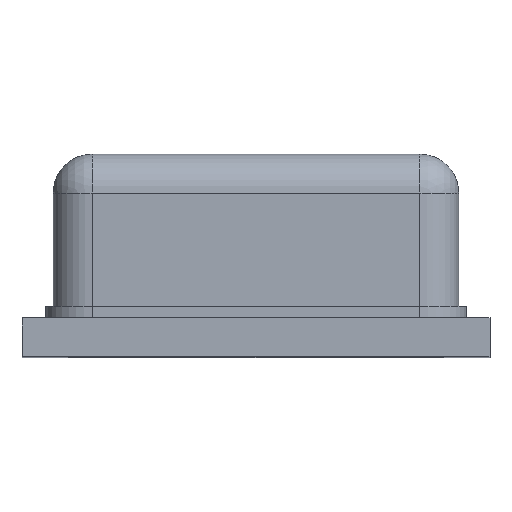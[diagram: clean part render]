
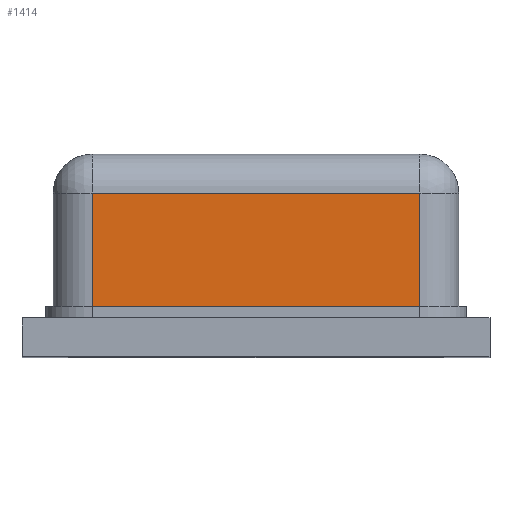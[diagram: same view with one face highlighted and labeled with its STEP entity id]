
A CAD part, top view. The second image highlights one B-rep face of the part: STEP entity #1414.
In plain terms, the highlighted planar face has unit normal (0, 0, 1).
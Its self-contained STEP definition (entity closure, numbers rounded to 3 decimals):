
#97 = LINE ( 'NONE', #199, #3046 ) ;
#188 = LINE ( 'NONE', #1036, #909 ) ;
#199 = CARTESIAN_POINT ( 'NONE',  ( 1.05, 1.3, 1.8 ) ) ;
#340 = VERTEX_POINT ( 'NONE', #1911 ) ;
#418 = AXIS2_PLACEMENT_3D ( 'NONE', #2693, #1566, #1308 ) ;
#548 = LINE ( 'NONE', #1251, #2587 ) ;
#762 = CARTESIAN_POINT ( 'NONE',  ( -1.05, 0.325, 1.8 ) ) ;
#790 = LINE ( 'NONE', #762, #2600 ) ;
#792 = DIRECTION ( 'NONE',  ( 1., 0., 0. ) ) ;
#909 = VECTOR ( 'NONE', #3315, 1000. ) ;
#1036 = CARTESIAN_POINT ( 'NONE',  ( -1.05, 1.3, 1.8 ) ) ;
#1064 = VERTEX_POINT ( 'NONE', #1891 ) ;
#1251 = CARTESIAN_POINT ( 'NONE',  ( -1.05, 1.05, 1.8 ) ) ;
#1308 = DIRECTION ( 'NONE',  ( -1., 0., 0. ) ) ;
#1316 = DIRECTION ( 'NONE',  ( 0., -1., 0. ) ) ;
#1414 = ADVANCED_FACE ( 'NONE', ( #1914 ), #2732, .F. ) ;
#1455 = ORIENTED_EDGE ( 'NONE', *, *, #2187, .T. ) ;
#1504 = EDGE_LOOP ( 'NONE', ( #2250, #2927, #1455, #2967 ) ) ;
#1520 = DIRECTION ( 'NONE',  ( -1., 0., 0. ) ) ;
#1566 = DIRECTION ( 'NONE',  ( 0., 0., -1. ) ) ;
#1722 = EDGE_CURVE ( 'NONE', #1774, #1064, #97, .T. ) ;
#1774 = VERTEX_POINT ( 'NONE', #1873 ) ;
#1789 = EDGE_CURVE ( 'NONE', #2894, #1064, #790, .T. ) ;
#1873 = CARTESIAN_POINT ( 'NONE',  ( 1.05, 1.05, 1.8 ) ) ;
#1891 = CARTESIAN_POINT ( 'NONE',  ( 1.05, 0.325, 1.8 ) ) ;
#1911 = CARTESIAN_POINT ( 'NONE',  ( -1.05, 1.05, 1.8 ) ) ;
#1914 = FACE_OUTER_BOUND ( 'NONE', #1504, .T. ) ;
#2187 = EDGE_CURVE ( 'NONE', #340, #2894, #188, .T. ) ;
#2250 = ORIENTED_EDGE ( 'NONE', *, *, #1722, .F. ) ;
#2587 = VECTOR ( 'NONE', #1520, 1000. ) ;
#2600 = VECTOR ( 'NONE', #792, 1000. ) ;
#2693 = CARTESIAN_POINT ( 'NONE',  ( -1.05, 1.3, 1.8 ) ) ;
#2732 = PLANE ( 'NONE',  #418 ) ;
#2894 = VERTEX_POINT ( 'NONE', #2920 ) ;
#2920 = CARTESIAN_POINT ( 'NONE',  ( -1.05, 0.325, 1.8 ) ) ;
#2927 = ORIENTED_EDGE ( 'NONE', *, *, #3050, .T. ) ;
#2967 = ORIENTED_EDGE ( 'NONE', *, *, #1789, .T. ) ;
#3046 = VECTOR ( 'NONE', #1316, 1000. ) ;
#3050 = EDGE_CURVE ( 'NONE', #1774, #340, #548, .T. ) ;
#3315 = DIRECTION ( 'NONE',  ( 0., -1., 0. ) ) ;
